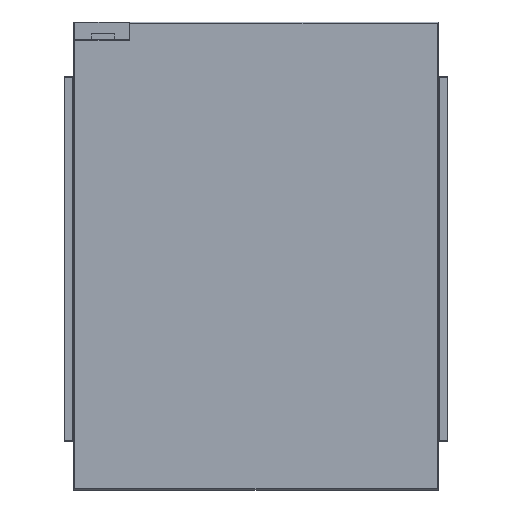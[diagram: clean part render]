
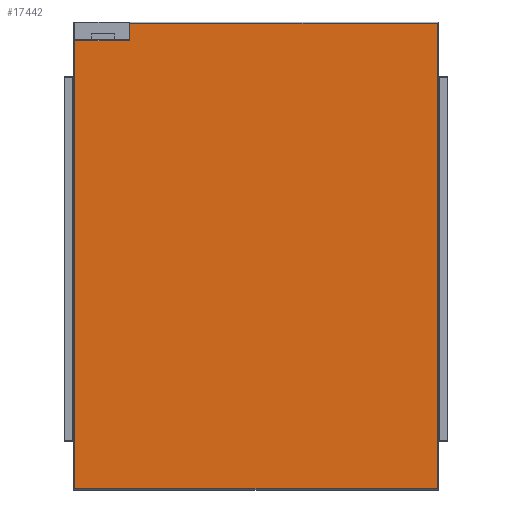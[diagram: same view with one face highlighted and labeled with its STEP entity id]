
A CAD part, top view. The second image highlights one B-rep face of the part: STEP entity #17442.
In plain terms, the highlighted planar face has unit normal (0, 0, 1).
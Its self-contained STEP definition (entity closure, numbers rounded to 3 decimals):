
#437 = EDGE_CURVE ( 'NONE', #6474, #14558, #6587, .T. ) ;
#470 = ORIENTED_EDGE ( 'NONE', *, *, #6069, .T. ) ;
#543 = VERTEX_POINT ( 'NONE', #5023 ) ;
#745 = VERTEX_POINT ( 'NONE', #11624 ) ;
#1007 = CARTESIAN_POINT ( 'NONE',  ( -215., 763.263, 250. ) ) ;
#1984 = ORIENTED_EDGE ( 'NONE', *, *, #437, .T. ) ;
#2152 = VERTEX_POINT ( 'NONE', #2353 ) ;
#2353 = CARTESIAN_POINT ( 'NONE',  ( -310., 763.263, 250. ) ) ;
#2464 = EDGE_LOOP ( 'NONE', ( #17771, #6360, #17415, #4106, #470, #1984 ) ) ;
#2528 = DIRECTION ( 'NONE',  ( 0., 0., 1. ) ) ;
#2683 = EDGE_CURVE ( 'NONE', #13824, #14558, #7190, .T. ) ;
#2781 = CARTESIAN_POINT ( 'NONE',  ( -215., 793.263, 250. ) ) ;
#3316 = DIRECTION ( 'NONE',  ( 0., 1., 0. ) ) ;
#3324 = VECTOR ( 'NONE', #8857, 1000. ) ;
#3333 = AXIS2_PLACEMENT_3D ( 'NONE', #15096, #2528, #13903 ) ;
#3902 = FACE_OUTER_BOUND ( 'NONE', #2464, .T. ) ;
#4106 = ORIENTED_EDGE ( 'NONE', *, *, #10925, .F. ) ;
#4695 = CARTESIAN_POINT ( 'NONE',  ( 310., 0., 250. ) ) ;
#5023 = CARTESIAN_POINT ( 'NONE',  ( -310., 1.737, 250. ) ) ;
#5399 = PLANE ( 'NONE',  #3333 ) ;
#6069 = EDGE_CURVE ( 'NONE', #745, #6474, #7463, .T. ) ;
#6293 = LINE ( 'NONE', #17455, #3324 ) ;
#6360 = ORIENTED_EDGE ( 'NONE', *, *, #10569, .T. ) ;
#6474 = VERTEX_POINT ( 'NONE', #17236 ) ;
#6587 = LINE ( 'NONE', #6770, #15872 ) ;
#6770 = CARTESIAN_POINT ( 'NONE',  ( 310., 793.263, 250. ) ) ;
#7190 = LINE ( 'NONE', #16520, #11401 ) ;
#7463 = LINE ( 'NONE', #4695, #9971 ) ;
#8047 = DIRECTION ( 'NONE',  ( -1., 0., 0. ) ) ;
#8456 = CARTESIAN_POINT ( 'NONE',  ( -215., 763.263, 250. ) ) ;
#8857 = DIRECTION ( 'NONE',  ( -1., 0., 0. ) ) ;
#9425 = DIRECTION ( 'NONE',  ( 0., 1., 0. ) ) ;
#9971 = VECTOR ( 'NONE', #3316, 1000. ) ;
#10569 = EDGE_CURVE ( 'NONE', #13824, #2152, #13863, .T. ) ;
#10925 = EDGE_CURVE ( 'NONE', #745, #543, #6293, .T. ) ;
#11401 = VECTOR ( 'NONE', #15425, 1000. ) ;
#11624 = CARTESIAN_POINT ( 'NONE',  ( 310., 1.737, 250. ) ) ;
#12497 = DIRECTION ( 'NONE',  ( -1., 0., 0. ) ) ;
#13282 = VECTOR ( 'NONE', #12497, 1000. ) ;
#13451 = CARTESIAN_POINT ( 'NONE',  ( -310., 0., 250. ) ) ;
#13824 = VERTEX_POINT ( 'NONE', #1007 ) ;
#13863 = LINE ( 'NONE', #8456, #13282 ) ;
#13903 = DIRECTION ( 'NONE',  ( 1., 0., 0. ) ) ;
#14558 = VERTEX_POINT ( 'NONE', #2781 ) ;
#15096 = CARTESIAN_POINT ( 'NONE',  ( 310., 0., 250. ) ) ;
#15425 = DIRECTION ( 'NONE',  ( 0., 1., 0. ) ) ;
#15872 = VECTOR ( 'NONE', #8047, 1000. ) ;
#16199 = LINE ( 'NONE', #13451, #17407 ) ;
#16520 = CARTESIAN_POINT ( 'NONE',  ( -215., 765., 250. ) ) ;
#17236 = CARTESIAN_POINT ( 'NONE',  ( 310., 793.263, 250. ) ) ;
#17407 = VECTOR ( 'NONE', #9425, 1000. ) ;
#17415 = ORIENTED_EDGE ( 'NONE', *, *, #18099, .F. ) ;
#17442 = ADVANCED_FACE ( 'NONE', ( #3902 ), #5399, .T. ) ;
#17455 = CARTESIAN_POINT ( 'NONE',  ( 310., 1.737, 250. ) ) ;
#17771 = ORIENTED_EDGE ( 'NONE', *, *, #2683, .F. ) ;
#18099 = EDGE_CURVE ( 'NONE', #543, #2152, #16199, .T. ) ;
